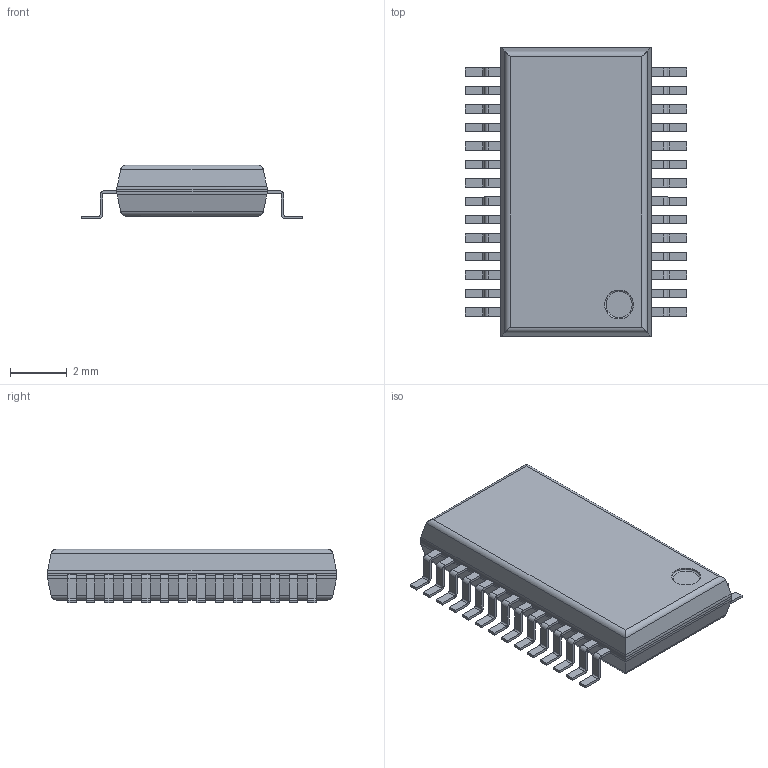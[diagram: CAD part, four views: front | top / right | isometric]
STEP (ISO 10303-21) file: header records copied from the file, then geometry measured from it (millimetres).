
FILE_DESCRIPTION((''),'2;1');
FILE_NAME('ssop28.stp','2013-02-11T11:48:29',('tedaldi'),(''),'Autodesk Inventor 2012','Autodesk Inventor 2012','');
FILE_SCHEMA(('AUTOMOTIVE_DESIGN { 1 0 10303 214 1 1 1 1 }'));
Length unit declared in the file: millimetre
Products named in the file (3): ssop28; body_ssop28; pins
Assembly tree (15 placements, depth 2):
  ssop28
    body_ssop28
    pins  x14
Bounding box: 7.8 x 10.2 x 1.9 mm (x, y, z)
Volume: 96.3 mm3; surface area: 254.4 mm2
Topology: 15 solids, 15 shells, 341 faces, 905 edges, 595 vertices
Faces by surface type: plane 211, cylinder 129, torus 1
Full cylindrical faces by diameter (mm): 1.02 x1
Entity records: 1697 total; most frequent: DIRECTION 304, CARTESIAN_POINT 271, ORIENTED_EDGE 246, EDGE_CURVE 123, AXIS2_PLACEMENT_3D 108, VECTOR 88, LINE 88, VERTEX_POINT 75
